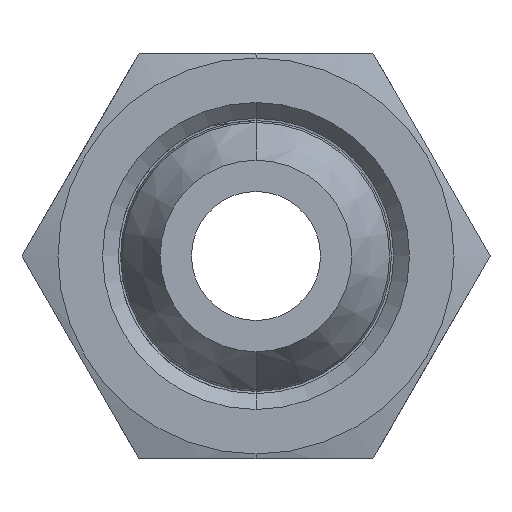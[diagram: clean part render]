
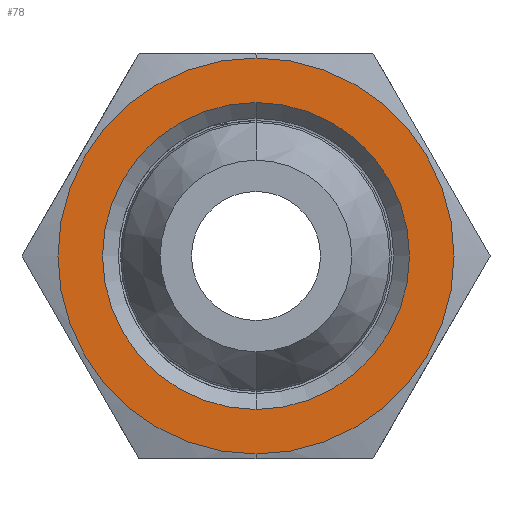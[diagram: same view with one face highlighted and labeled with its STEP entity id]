
A CAD part, left-side view. The second image highlights one B-rep face of the part: STEP entity #78.
In plain terms, the highlighted planar face has unit normal (-1, 0, 0).
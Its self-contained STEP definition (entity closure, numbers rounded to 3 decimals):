
#78=ADVANCED_FACE('NONE',(#197,#198),#199,.T.);
#197=FACE_OUTER_BOUND('',#387,.T.);
#198=FACE_BOUND('',#388,.T.);
#199=PLANE('',#389);
#387=EDGE_LOOP('',(#721,#722));
#388=EDGE_LOOP('',(#723,#724));
#389=AXIS2_PLACEMENT_3D('',#725,#726,#727);
#721=ORIENTED_EDGE('',*,*,#1282,.T.);
#722=ORIENTED_EDGE('',*,*,#1260,.T.);
#723=ORIENTED_EDGE('',*,*,#1250,.F.);
#724=ORIENTED_EDGE('',*,*,#1288,.F.);
#725=CARTESIAN_POINT('',(-39.0,0.,22.0));
#726=DIRECTION('',(-1.0,-0.0,0.0));
#727=DIRECTION('',(0.0,0.0,1.0));
#1250=EDGE_CURVE('NONE',#1477,#1479,#1480,.T.);
#1260=EDGE_CURVE('NONE',#1497,#1494,#1498,.T.);
#1282=EDGE_CURVE('NONE',#1494,#1497,#1537,.T.);
#1288=EDGE_CURVE('NONE',#1479,#1477,#1543,.T.);
#1477=VERTEX_POINT('NONE',#1859);
#1479=VERTEX_POINT('',#1862);
#1480=CIRCLE('',#1863,8.33);
#1494=VERTEX_POINT('NONE',#1892);
#1497=VERTEX_POINT('',#1896);
#1498=CIRCLE('',#1897,10.75);
#1537=CIRCLE('',#2043,10.75);
#1543=CIRCLE('',#2059,8.33);
#1859=CARTESIAN_POINT('',(-39.0,0.0,8.33));
#1862=CARTESIAN_POINT('',(-39.0,0.,-8.33));
#1863=AXIS2_PLACEMENT_3D('',#2468,#2469,#2470);
#1892=CARTESIAN_POINT('',(-39.0,0.0,-10.75));
#1896=CARTESIAN_POINT('',(-39.0,0.,10.75));
#1897=AXIS2_PLACEMENT_3D('',#2483,#2484,#2485);
#2043=AXIS2_PLACEMENT_3D('',#2495,#2496,#2497);
#2059=AXIS2_PLACEMENT_3D('',#2510,#2511,#2512);
#2468=CARTESIAN_POINT('',(-39.0,0.0,0.0));
#2469=DIRECTION('',(-1.0,0.0,0.0));
#2470=DIRECTION('',(0.0,0.0,1.0));
#2483=CARTESIAN_POINT('',(-39.0,0.0,0.0));
#2484=DIRECTION('',(-1.0,0.0,0.0));
#2485=DIRECTION('',(0.0,0.0,1.0));
#2495=CARTESIAN_POINT('',(-39.0,0.0,0.0));
#2496=DIRECTION('',(-1.0,0.0,0.0));
#2497=DIRECTION('',(0.0,0.0,1.0));
#2510=CARTESIAN_POINT('',(-39.0,0.0,0.0));
#2511=DIRECTION('',(-1.0,0.0,0.0));
#2512=DIRECTION('',(0.0,0.0,1.0));
